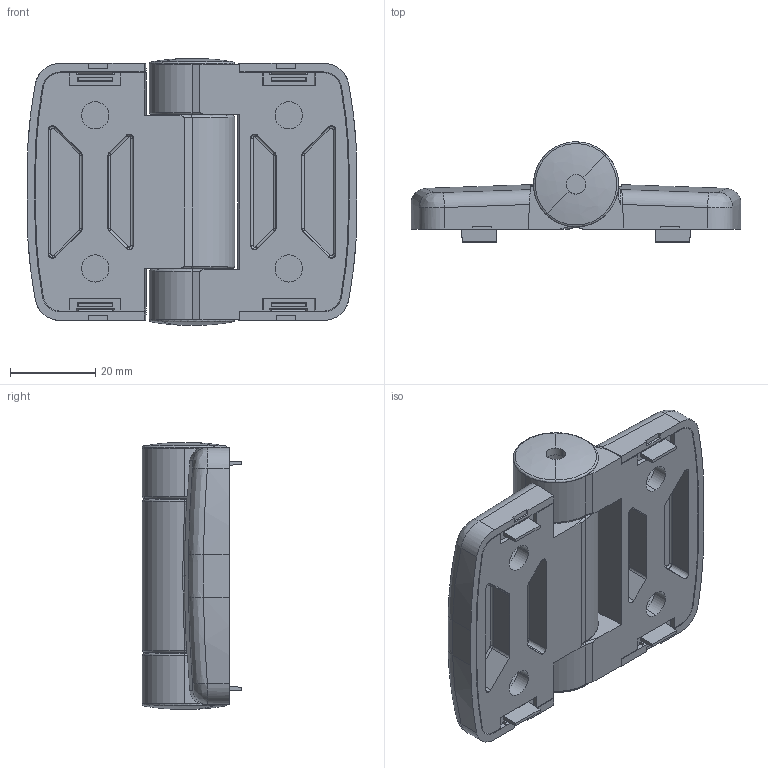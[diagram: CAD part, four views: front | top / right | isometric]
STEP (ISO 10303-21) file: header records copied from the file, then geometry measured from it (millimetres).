
FILE_DESCRIPTION(('STEP AP214'),'1');
FILE_NAME('fath_095s4040a08.stp','2017-04-24T02:24:29',('TraceParts'),('TraceParts S.A.'),'Spatial InterOp 3D',' ',' ');
FILE_SCHEMA(('automotive_design'));
Length unit declared in the file: millimetre
Products named in the file (9): fath_095s4040a08_1; fath_095s4040a08_2; fath_095s4040a08_3; fath_095s4040a08_4; fath_095s4040a08_5; fath_095s4040a08_6; fath_095s4040a08_7; fath_095s4040a08_8; fath_095s4040a08_9
Bounding box: 77.5 x 23.5 x 62.76 mm (x, y, z)
Volume: 42842.4 mm3; surface area: 36530.7 mm2
Topology: 9 solids, 9 shells, 726 faces, 1805 edges, 1110 vertices
Faces by surface type: plane 254, cylinder 212, bspline 187, cone 73
Entity records: 31320 total; most frequent: CARTESIAN_POINT 9043, ORIENTED_EDGE 3590, DIRECTION 3203, EDGE_CURVE 1795, AXIS2_PLACEMENT_3D 1152, VERTEX_POINT 1110, LINE 899, VECTOR 899
